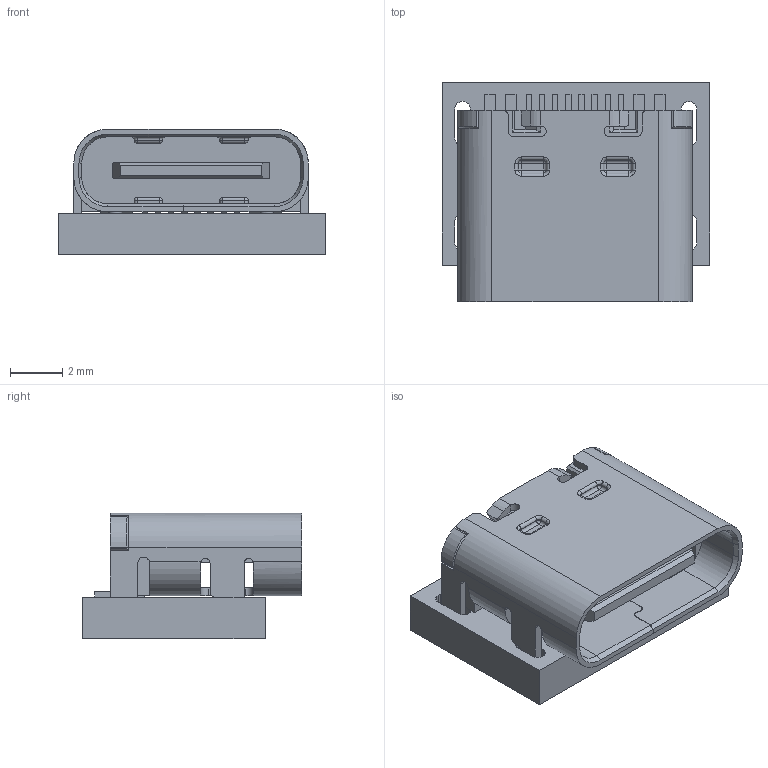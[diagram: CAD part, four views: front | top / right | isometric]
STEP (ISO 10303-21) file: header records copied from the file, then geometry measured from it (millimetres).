
FILE_DESCRIPTION(('KiCad electronic assembly'),'2;1');
FILE_NAME('WRIP-ELECTRONICS usb.step','2023-08-24T19:47:04',('Pcbnew'),( 'Kicad'),'Open CASCADE STEP processor 7.6','KiCad to STEP converter' ,'Unknown');
FILE_SCHEMA(('AUTOMOTIVE_DESIGN { 1 0 10303 214 1 1 1 1 }'));
Length unit declared in the file: millimetre
Products named in the file (7): WRIP-ELECTRONICS usb 1; USB TYPE-C CONNECTOR - HANBO - MC-107D; SOLID; PCB
Assembly tree (6 placements, depth 3):
  WRIP-ELECTRONICS usb 1
    USB TYPE-C CONNECTOR - HANBO - MC-107D
      SOLID
      SOLID
      SOLID
      SOLID
    PCB
Bounding box: 10.22 x 8.38 x 4.81 mm (x, y, z)
Volume: 206.4 mm3; surface area: 747.9 mm2
Topology: 5 solids, 5 shells, 626 faces, 1638 edges, 997 vertices
Faces by surface type: plane 390, cylinder 172, sphere 32, torus 26, cone 6
Full cylindrical faces by diameter (mm): 0.5 x2, 0.65 x2
Entity records: 41714 total; most frequent: CARTESIAN_POINT 8971, DIRECTION 6241, LINE 4096, VECTOR 4096, ORIENTED_EDGE 3212, PCURVE 3212, DEFINITIONAL_REPRESENTATION 3212, EDGE_CURVE 1606
